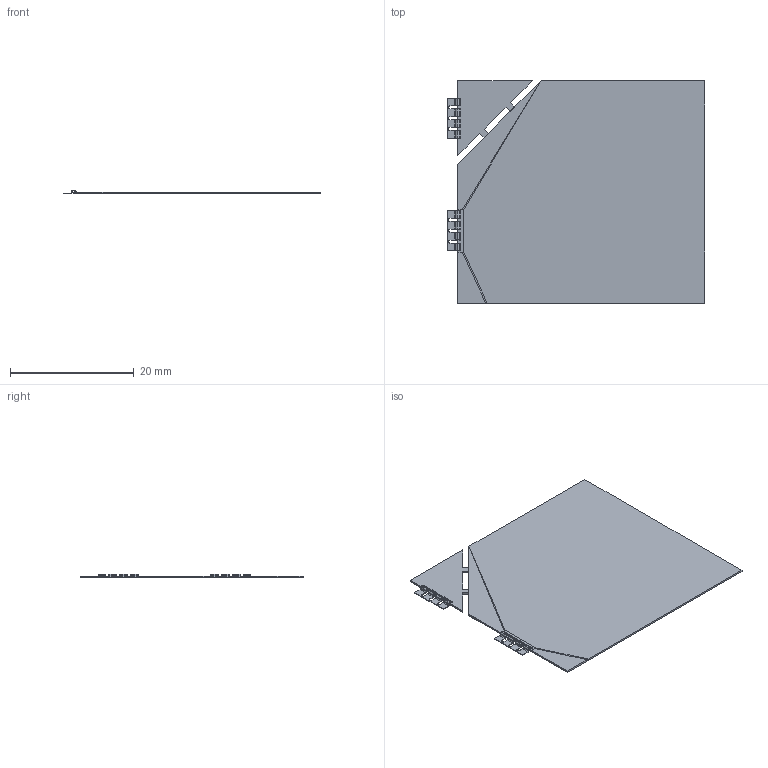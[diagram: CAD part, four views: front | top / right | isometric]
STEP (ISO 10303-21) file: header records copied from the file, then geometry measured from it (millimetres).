
FILE_DESCRIPTION (( 'STEP AP214' ), '1' );
FILE_NAME ('TJ_Solar_Cell_Assembly_3G30A_PQcut.STEP', '2023-02-02T14:09:27', ( '' ), ( '' ), 'SwSTEP 2.0', 'SolidWorks 2022', '' );
FILE_SCHEMA (( 'AUTOMOTIVE_DESIGN' ));
Length unit declared in the file: millimetre
Products named in the file (1): TJ_Solar_Cell_Assembly_3G30A_PQcut
Bounding box: 41.7 x 36 x 0.61 mm (x, y, z)
Volume: 401.4 mm3; surface area: 2961 mm2
Topology: 4 solids, 4 shells, 183 faces, 532 edges, 357 vertices
Faces by surface type: plane 107, cylinder 76
Entity records: 6716 total; most frequent: CARTESIAN_POINT 2750, ORIENTED_EDGE 1064, EDGE_CURVE 532, B_SPLINE_CURVE_WITH_KNOTS 483, DIRECTION 417, VERTEX_POINT 357, AXIS2_PLACEMENT_3D 184, ADVANCED_FACE 183
